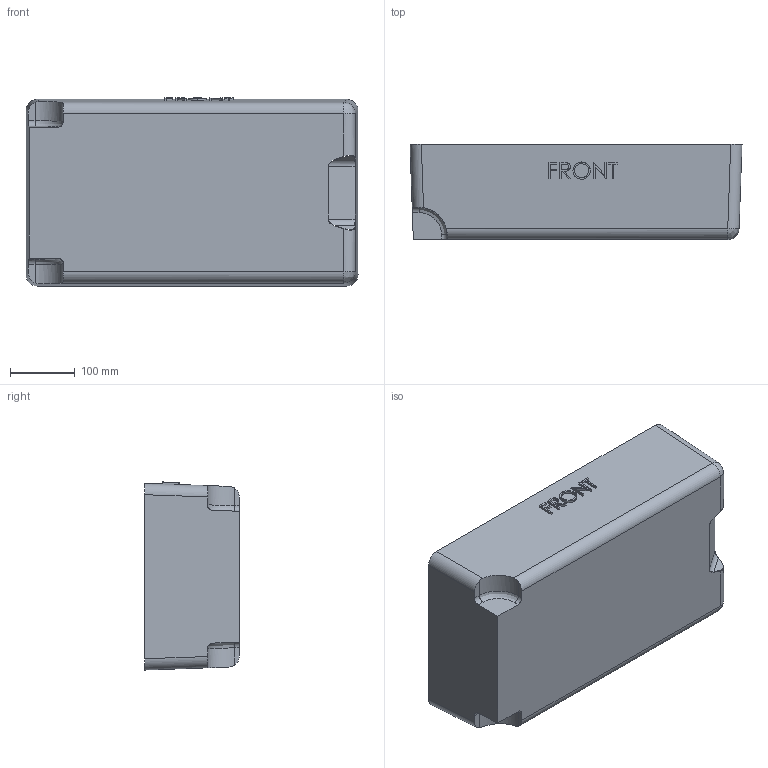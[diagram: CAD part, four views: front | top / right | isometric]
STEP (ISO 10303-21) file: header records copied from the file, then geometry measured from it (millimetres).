
FILE_DESCRIPTION (( 'STEP AP203' ), '1' );
FILE_NAME ('1510-001-bot PR.STEP', '2005-05-05T23:05:44', ( ' ' ), ( ' ' ), 'SwSTEP 2.0', 'SolidWorks 2004286', '' );
FILE_SCHEMA (( 'CONFIG_CONTROL_DESIGN' ));
Length unit declared in the file: inch
Products named in the file (1): 1510-001-bot PR
Bounding box: 514.09 x 147.07 x 291.27 mm (x, y, z)
Surface area: 362098.2 mm2 (no closed solid volume)
Topology: 0 solids, 6 shells, 96 faces, 256 edges, 170 vertices
Faces by surface type: plane 63, bspline 17, cylinder 16
Entity records: 6339 total; most frequent: CARTESIAN_POINT 4067, ORIENTED_EDGE 482, DIRECTION 366, EDGE_CURVE 256, VECTOR 186, LINE 186, VERTEX_POINT 170, EDGE_LOOP 100
